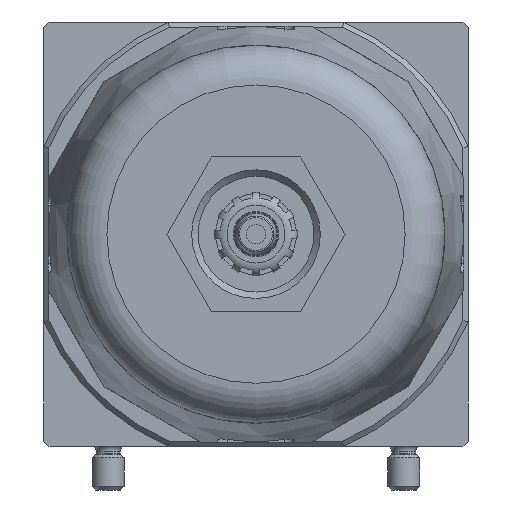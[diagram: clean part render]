
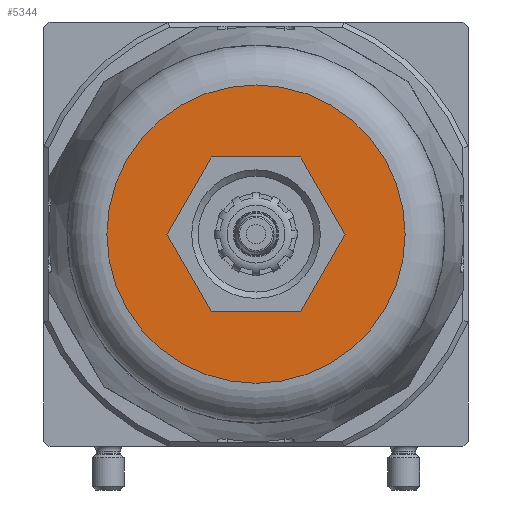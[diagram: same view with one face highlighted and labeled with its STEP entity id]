
A CAD part, front view. The second image highlights one B-rep face of the part: STEP entity #5344.
In plain terms, the highlighted planar face has unit normal (0, -1, 0).
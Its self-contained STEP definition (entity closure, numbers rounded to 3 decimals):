
#377=CIRCLE('',#5684,23.2);
#856=ORIENTED_EDGE('',*,*,#1873,.T.);
#857=ORIENTED_EDGE('',*,*,#1874,.T.);
#858=ORIENTED_EDGE('',*,*,#1875,.T.);
#859=ORIENTED_EDGE('',*,*,#1876,.T.);
#860=ORIENTED_EDGE('',*,*,#1877,.T.);
#861=ORIENTED_EDGE('',*,*,#1878,.T.);
#862=ORIENTED_EDGE('',*,*,#1879,.T.);
#1873=EDGE_CURVE('',#2411,#2411,#377,.T.);
#1874=EDGE_CURVE('',#2412,#2413,#2777,.T.);
#1875=EDGE_CURVE('',#2413,#2414,#2778,.T.);
#1876=EDGE_CURVE('',#2414,#2415,#2779,.T.);
#1877=EDGE_CURVE('',#2415,#2416,#2780,.T.);
#1878=EDGE_CURVE('',#2416,#2417,#2781,.T.);
#1879=EDGE_CURVE('',#2417,#2412,#2782,.T.);
#2411=VERTEX_POINT('',#7716);
#2412=VERTEX_POINT('',#7718);
#2413=VERTEX_POINT('',#7719);
#2414=VERTEX_POINT('',#7721);
#2415=VERTEX_POINT('',#7723);
#2416=VERTEX_POINT('',#7725);
#2417=VERTEX_POINT('',#7727);
#2777=LINE('',#7717,#3039);
#2778=LINE('',#7720,#3040);
#2779=LINE('',#7722,#3041);
#2780=LINE('',#7724,#3042);
#2781=LINE('',#7726,#3043);
#2782=LINE('',#7728,#3044);
#3039=VECTOR('',#6387,1000.);
#3040=VECTOR('',#6388,1000.);
#3041=VECTOR('',#6389,1000.);
#3042=VECTOR('',#6390,1000.);
#3043=VECTOR('',#6391,1000.);
#3044=VECTOR('',#6392,1000.);
#3326=EDGE_LOOP('',(#856));
#3327=EDGE_LOOP('',(#857,#858,#859,#860,#861,#862));
#3664=FACE_BOUND('',#3326,.T.);
#3665=FACE_BOUND('',#3327,.T.);
#3923=PLANE('',#5683);
#5344=ADVANCED_FACE('',(#3664,#3665),#3923,.F.);
#5683=AXIS2_PLACEMENT_3D('',#7714,#6383,#6384);
#5684=AXIS2_PLACEMENT_3D('',#7715,#6385,#6386);
#6383=DIRECTION('',(0.,1.,0.));
#6384=DIRECTION('',(0.,0.,1.));
#6385=DIRECTION('',(0.,-1.,0.));
#6386=DIRECTION('',(0.,0.,-1.));
#6387=DIRECTION('',(0.,0.,1.));
#6388=DIRECTION('',(0.866,0.,0.5));
#6389=DIRECTION('',(0.866,0.,-0.5));
#6390=DIRECTION('',(0.,0.,-1.));
#6391=DIRECTION('',(-0.866,0.,-0.5));
#6392=DIRECTION('',(-0.866,0.,0.5));
#7714=CARTESIAN_POINT('',(23.2,-165.,0.));
#7715=CARTESIAN_POINT('',(0.,-165.,0.));
#7716=CARTESIAN_POINT('',(0.,-165.,-23.2));
#7717=CARTESIAN_POINT('',(-12.,-165.,-6.928));
#7718=CARTESIAN_POINT('',(-12.,-165.,-6.928));
#7719=CARTESIAN_POINT('',(-12.,-165.,6.928));
#7720=CARTESIAN_POINT('',(-12.,-165.,6.928));
#7721=CARTESIAN_POINT('',(0.,-165.,13.856));
#7722=CARTESIAN_POINT('',(0.,-165.,13.856));
#7723=CARTESIAN_POINT('',(12.,-165.,6.928));
#7724=CARTESIAN_POINT('',(12.,-165.,6.928));
#7725=CARTESIAN_POINT('',(12.,-165.,-6.928));
#7726=CARTESIAN_POINT('',(12.,-165.,-6.928));
#7727=CARTESIAN_POINT('',(0.,-165.,-13.856));
#7728=CARTESIAN_POINT('',(0.,-165.,-13.856));
